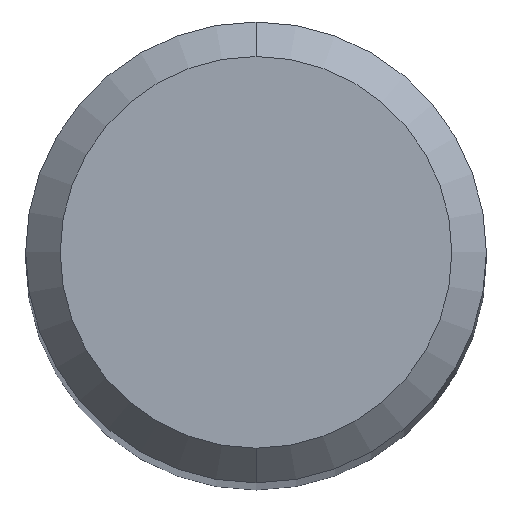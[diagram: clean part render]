
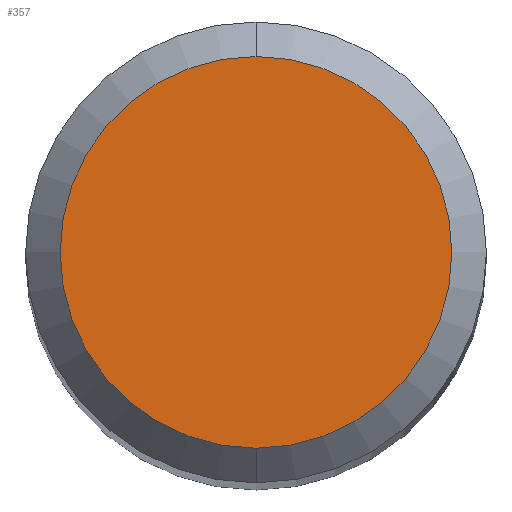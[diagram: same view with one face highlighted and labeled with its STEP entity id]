
A CAD part, top view. The second image highlights one B-rep face of the part: STEP entity #357.
In plain terms, the highlighted planar face has unit normal (0, 0, 1).
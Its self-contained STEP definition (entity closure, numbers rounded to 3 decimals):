
#229=EDGE_CURVE('',#443,#427,#544,.T.);
#357=ADVANCED_FACE('',(#684),#685,.T.);
#427=VERTEX_POINT('',#762);
#441=EDGE_CURVE('',#427,#443,#777,.T.);
#443=VERTEX_POINT('',#779);
#544=CIRCLE('',#933,1.7);
#684=FACE_OUTER_BOUND('',#1238,.T.);
#685=PLANE('',#1239);
#762=CARTESIAN_POINT('',(0.,-1.7,0.0));
#777=CIRCLE('',#1412,1.7);
#779=CARTESIAN_POINT('',(0.0,1.7,0.0));
#933=AXIS2_PLACEMENT_3D('',#1517,#1518,#1519);
#1238=EDGE_LOOP('',(#1680,#1681));
#1239=AXIS2_PLACEMENT_3D('',#1682,#1683,#1684);
#1412=AXIS2_PLACEMENT_3D('',#1781,#1782,#1783);
#1517=CARTESIAN_POINT('',(0.0,0.0,0.0));
#1518=DIRECTION('',(0.0,0.0,-1.0));
#1519=DIRECTION('',(0.0,1.0,0.0));
#1680=ORIENTED_EDGE('',*,*,#229,.F.);
#1681=ORIENTED_EDGE('',*,*,#441,.F.);
#1682=CARTESIAN_POINT('',(0.0,0.85,0.0));
#1683=DIRECTION('',(-0.0,0.0,1.0));
#1684=DIRECTION('',(0.0,-1.0,0.0));
#1781=CARTESIAN_POINT('',(0.0,0.0,0.0));
#1782=DIRECTION('',(0.0,0.0,-1.0));
#1783=DIRECTION('',(0.0,1.0,0.0));
